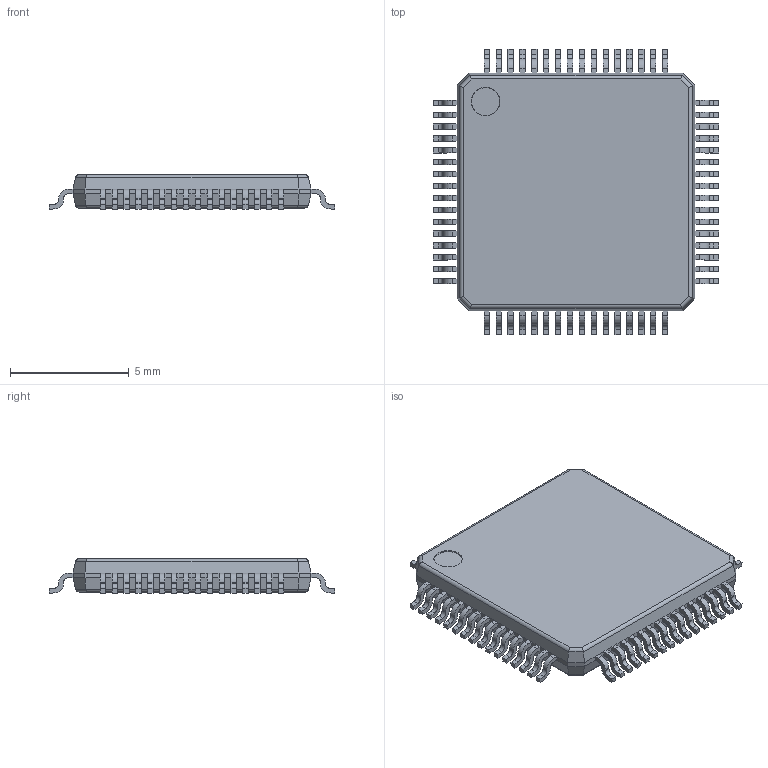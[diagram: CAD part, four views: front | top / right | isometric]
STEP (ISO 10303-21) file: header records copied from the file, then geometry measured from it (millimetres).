
FILE_DESCRIPTION (( 'STEP AP214' ), '1' );
FILE_NAME ('User Library-STM32F030R8T6.STEP', '2021-06-25T10:35:53', ( '' ), ( '' ), 'SwSTEP 2.0', 'SolidWorks 2021', '' );
FILE_SCHEMA (( 'AUTOMOTIVE_DESIGN' ));
Length unit declared in the file: millimetre
Products named in the file (1): User Library-STM32F030R8T6
Bounding box: 12.02 x 12.02 x 1.45 mm (x, y, z)
Volume: 140 mm3; surface area: 315.8 mm2
Topology: 1 solids, 1 shells, 941 faces, 2526 edges, 1588 vertices
Faces by surface type: plane 667, cylinder 272, cone 2
Entity records: 38098 total; most frequent: CARTESIAN_POINT 5104, ORIENTED_EDGE 5052, DIRECTION 4910, EDGE_CURVE 2526, LINE 1994, VECTOR 1994, VERTEX_POINT 1588, AXIS2_PLACEMENT_3D 1458
